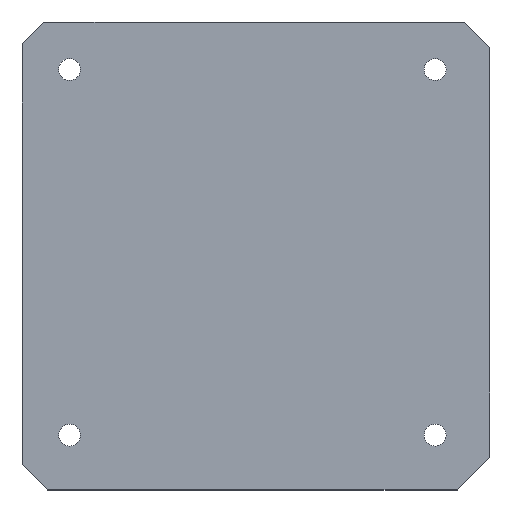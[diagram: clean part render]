
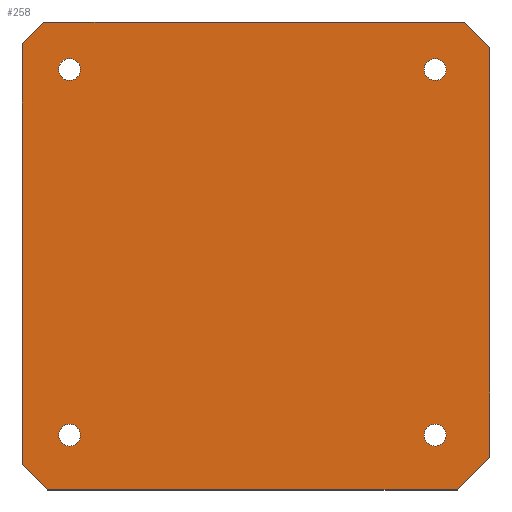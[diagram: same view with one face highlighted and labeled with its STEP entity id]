
A CAD part, top view. The second image highlights one B-rep face of the part: STEP entity #258.
In plain terms, the highlighted planar face has unit normal (0, 0, 1).
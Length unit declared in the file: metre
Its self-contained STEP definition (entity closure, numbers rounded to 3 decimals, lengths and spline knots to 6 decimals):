
#16=CIRCLE('',#286,0.003);
#17=CIRCLE('',#287,0.003);
#18=CIRCLE('',#288,0.003);
#19=CIRCLE('',#289,0.003);
#40=ORIENTED_EDGE('',*,*,#104,.F.);
#41=ORIENTED_EDGE('',*,*,#105,.F.);
#42=ORIENTED_EDGE('',*,*,#106,.F.);
#43=ORIENTED_EDGE('',*,*,#107,.F.);
#44=ORIENTED_EDGE('',*,*,#98,.T.);
#45=ORIENTED_EDGE('',*,*,#108,.T.);
#46=ORIENTED_EDGE('',*,*,#100,.F.);
#47=ORIENTED_EDGE('',*,*,#109,.T.);
#48=ORIENTED_EDGE('',*,*,#88,.F.);
#49=ORIENTED_EDGE('',*,*,#110,.T.);
#50=ORIENTED_EDGE('',*,*,#94,.T.);
#51=ORIENTED_EDGE('',*,*,#111,.T.);
#88=EDGE_CURVE('',#120,#121,#144,.T.);
#94=EDGE_CURVE('',#127,#126,#150,.T.);
#98=EDGE_CURVE('',#131,#130,#154,.T.);
#100=EDGE_CURVE('',#132,#133,#156,.T.);
#104=EDGE_CURVE('',#136,#136,#16,.T.);
#105=EDGE_CURVE('',#137,#137,#17,.T.);
#106=EDGE_CURVE('',#138,#138,#18,.T.);
#107=EDGE_CURVE('',#139,#139,#19,.T.);
#108=EDGE_CURVE('',#130,#133,#160,.T.);
#109=EDGE_CURVE('',#132,#121,#161,.F.);
#110=EDGE_CURVE('',#120,#127,#162,.T.);
#111=EDGE_CURVE('',#126,#131,#163,.F.);
#120=VERTEX_POINT('',#376);
#121=VERTEX_POINT('',#377);
#126=VERTEX_POINT('',#388);
#127=VERTEX_POINT('',#390);
#130=VERTEX_POINT('',#397);
#131=VERTEX_POINT('',#399);
#132=VERTEX_POINT('',#403);
#133=VERTEX_POINT('',#404);
#136=VERTEX_POINT('',#412);
#137=VERTEX_POINT('',#414);
#138=VERTEX_POINT('',#416);
#139=VERTEX_POINT('',#418);
#144=LINE('',#375,#168);
#150=LINE('',#389,#174);
#154=LINE('',#398,#178);
#156=LINE('',#402,#180);
#160=LINE('',#419,#184);
#161=LINE('',#420,#185);
#162=LINE('',#421,#186);
#163=LINE('',#422,#187);
#168=VECTOR('',#307,1.);
#174=VECTOR('',#315,1.);
#178=VECTOR('',#321,1.);
#180=VECTOR('',#325,1.);
#184=VECTOR('',#339,1.);
#185=VECTOR('',#340,1.);
#186=VECTOR('',#341,1.);
#187=VECTOR('',#342,1.);
#196=EDGE_LOOP('',(#40));
#197=EDGE_LOOP('',(#41));
#198=EDGE_LOOP('',(#42));
#199=EDGE_LOOP('',(#43));
#200=EDGE_LOOP('',(#44,#45,#46,#47,#48,#49,#50,#51));
#222=FACE_BOUND('',#196,.T.);
#223=FACE_BOUND('',#197,.T.);
#224=FACE_BOUND('',#198,.T.);
#225=FACE_BOUND('',#199,.T.);
#226=FACE_BOUND('',#200,.T.);
#248=PLANE('',#285);
#258=ADVANCED_FACE('',(#222,#223,#224,#225,#226),#248,.T.);
#285=AXIS2_PLACEMENT_3D('',#410,#329,#330);
#286=AXIS2_PLACEMENT_3D('',#411,#331,#332);
#287=AXIS2_PLACEMENT_3D('',#413,#333,#334);
#288=AXIS2_PLACEMENT_3D('',#415,#335,#336);
#289=AXIS2_PLACEMENT_3D('',#417,#337,#338);
#307=DIRECTION('',(-1.,0.,0.));
#315=DIRECTION('',(0.,1.,0.));
#321=DIRECTION('',(-1.,0.,0.));
#325=DIRECTION('',(0.,1.,0.));
#329=DIRECTION('',(0.,0.,1.));
#330=DIRECTION('',(1.,0.,0.));
#331=DIRECTION('',(0.,0.,1.));
#332=DIRECTION('',(1.,0.,0.));
#333=DIRECTION('',(0.,0.,1.));
#334=DIRECTION('',(1.,0.,0.));
#335=DIRECTION('',(0.,0.,1.));
#336=DIRECTION('',(1.,0.,0.));
#337=DIRECTION('',(0.,0.,1.));
#338=DIRECTION('',(1.,0.,0.));
#339=DIRECTION('',(-0.707,-0.707,0.));
#340=DIRECTION('',(-0.707,0.707,0.));
#341=DIRECTION('',(0.707,0.707,0.));
#342=DIRECTION('',(0.707,-0.707,0.));
#375=CARTESIAN_POINT('',(0.,-0.064,0.003));
#376=CARTESIAN_POINT('',(0.055,-0.064,0.003));
#377=CARTESIAN_POINT('',(-0.057,-0.064,0.003));
#388=CARTESIAN_POINT('',(0.064,0.057,0.003));
#389=CARTESIAN_POINT('',(0.064,0.,0.003));
#390=CARTESIAN_POINT('',(0.064,-0.055,0.003));
#397=CARTESIAN_POINT('',(-0.058,0.064,0.003));
#398=CARTESIAN_POINT('',(0.,0.064,0.003));
#399=CARTESIAN_POINT('',(0.057,0.064,0.003));
#402=CARTESIAN_POINT('',(-0.064,0.,0.003));
#403=CARTESIAN_POINT('',(-0.064,-0.057,0.003));
#404=CARTESIAN_POINT('',(-0.064,0.058,0.003));
#410=CARTESIAN_POINT('',(0.,0.,0.003));
#411=CARTESIAN_POINT('',(-0.051,-0.049,0.003));
#412=CARTESIAN_POINT('',(-0.048,-0.049,0.003));
#413=CARTESIAN_POINT('',(0.049,0.051,0.003));
#414=CARTESIAN_POINT('',(0.052,0.051,0.003));
#415=CARTESIAN_POINT('',(-0.051,0.051,0.003));
#416=CARTESIAN_POINT('',(-0.048,0.051,0.003));
#417=CARTESIAN_POINT('',(0.049,-0.049,0.003));
#418=CARTESIAN_POINT('',(0.052,-0.049,0.003));
#419=CARTESIAN_POINT('',(-0.061,0.061,0.003));
#420=CARTESIAN_POINT('',(-0.0605,-0.0605,0.003));
#421=CARTESIAN_POINT('',(0.0595,-0.0595,0.003));
#422=CARTESIAN_POINT('',(0.0605,0.0605,0.003));
